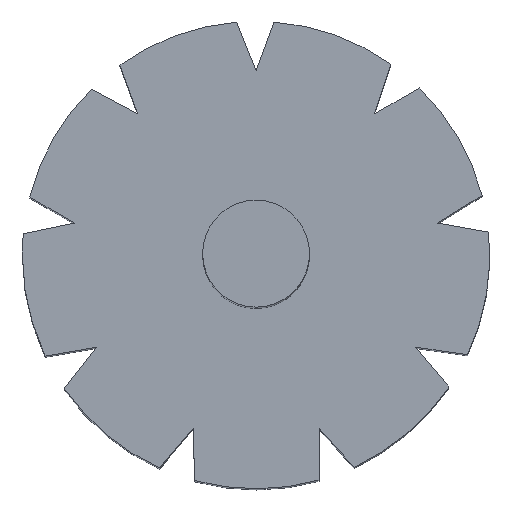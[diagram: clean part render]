
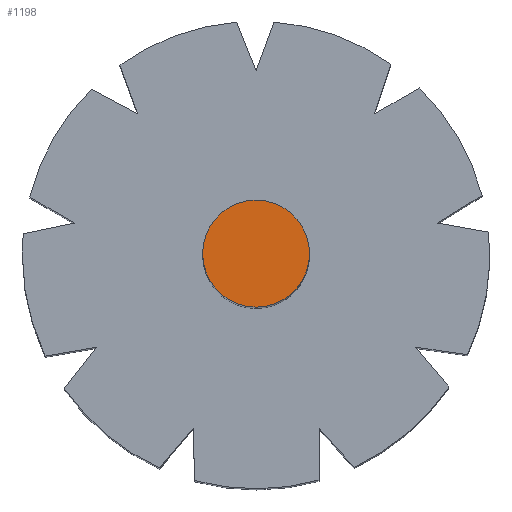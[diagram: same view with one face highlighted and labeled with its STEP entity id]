
A CAD part, top view. The second image highlights one B-rep face of the part: STEP entity #1198.
In plain terms, the highlighted planar face has unit normal (0, 0, 1).
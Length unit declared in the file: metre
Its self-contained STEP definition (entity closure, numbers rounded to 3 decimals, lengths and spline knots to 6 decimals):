
#19 = PLANE ( 'NONE',  #732 ) ;
#57 = DIRECTION ( 'NONE',  ( 1., 0., 0. ) ) ;
#127 = VERTEX_POINT ( 'NONE', #728 ) ;
#478 = CIRCLE ( 'NONE', #713, 0.0014 ) ;
#497 = AXIS2_PLACEMENT_3D ( 'NONE', #531, #711, #57 ) ;
#507 = DIRECTION ( 'NONE',  ( 0., 0., 1. ) ) ;
#518 = CIRCLE ( 'NONE', #497, 0.0014 ) ;
#531 = CARTESIAN_POINT ( 'NONE',  ( 0., 0., 0.03962 ) ) ;
#585 = CARTESIAN_POINT ( 'NONE',  ( 0., 0., 0.03962 ) ) ;
#632 = EDGE_CURVE ( 'NONE', #1172, #127, #518, .T. ) ;
#677 = FACE_OUTER_BOUND ( 'NONE', #778, .T. ) ;
#680 = DIRECTION ( 'NONE',  ( 1., 0., 0. ) ) ;
#711 = DIRECTION ( 'NONE',  ( 0., 0., 1. ) ) ;
#713 = AXIS2_PLACEMENT_3D ( 'NONE', #966, #507, #721 ) ;
#721 = DIRECTION ( 'NONE',  ( 1., 0., 0. ) ) ;
#728 = CARTESIAN_POINT ( 'NONE',  ( -0.0014, 0., 0.03962 ) ) ;
#732 = AXIS2_PLACEMENT_3D ( 'NONE', #585, #951, #680 ) ;
#778 = EDGE_LOOP ( 'NONE', ( #1119, #1050 ) ) ;
#805 = EDGE_CURVE ( 'NONE', #127, #1172, #478, .T. ) ;
#951 = DIRECTION ( 'NONE',  ( 0., 0., 1. ) ) ;
#966 = CARTESIAN_POINT ( 'NONE',  ( 0., 0., 0.03962 ) ) ;
#1035 = CARTESIAN_POINT ( 'NONE',  ( 0.0014, 0., 0.03962 ) ) ;
#1050 = ORIENTED_EDGE ( 'NONE', *, *, #632, .T. ) ;
#1119 = ORIENTED_EDGE ( 'NONE', *, *, #805, .T. ) ;
#1172 = VERTEX_POINT ( 'NONE', #1035 ) ;
#1198 = ADVANCED_FACE ( 'NONE', ( #677 ), #19, .T. ) ;
